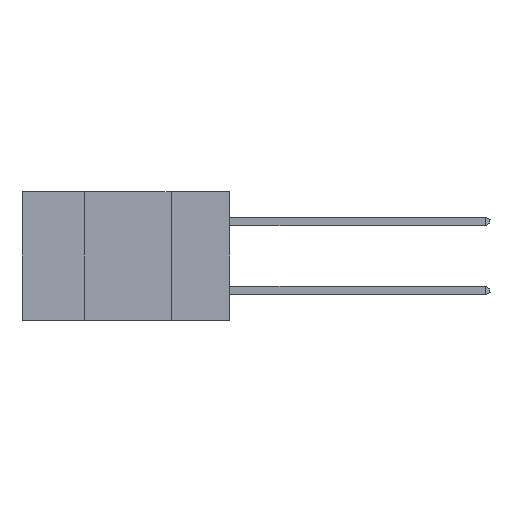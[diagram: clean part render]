
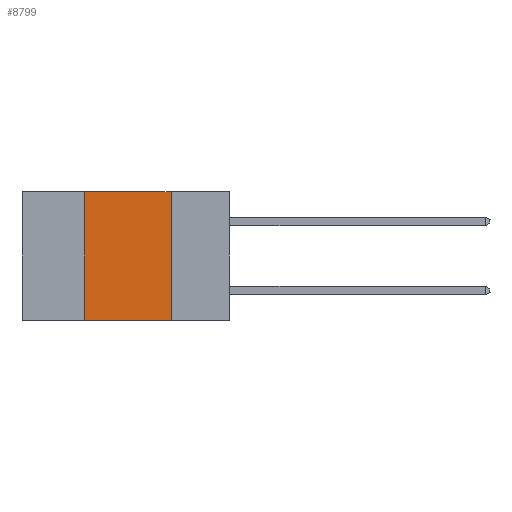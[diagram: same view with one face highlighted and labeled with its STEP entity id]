
A CAD part, left-side view. The second image highlights one B-rep face of the part: STEP entity #8799.
In plain terms, the highlighted planar face has unit normal (-1, 0, 0).
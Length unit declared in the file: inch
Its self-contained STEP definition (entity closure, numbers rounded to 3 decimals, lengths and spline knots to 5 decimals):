
#506 = DIRECTION ( 'NONE',  ( 0., -1., 0. ) ) ;
#1184 = EDGE_CURVE ( 'NONE', #7081, #8197, #2555, .T. ) ;
#1447 = CARTESIAN_POINT ( 'NONE',  ( 0., 0.42, -0.37 ) ) ;
#1754 = ORIENTED_EDGE ( 'NONE', *, *, #5365, .F. ) ;
#1919 = AXIS2_PLACEMENT_3D ( 'NONE', #8901, #7191, #6316 ) ;
#2022 = VERTEX_POINT ( 'NONE', #1447 ) ;
#2555 = LINE ( 'NONE', #4189, #8273 ) ;
#2619 = ORIENTED_EDGE ( 'NONE', *, *, #3977, .T. ) ;
#2772 = LINE ( 'NONE', #5418, #5202 ) ;
#3496 = LINE ( 'NONE', #6051, #11110 ) ;
#3789 = CARTESIAN_POINT ( 'NONE',  ( 0., 0.17, -0.37 ) ) ;
#3977 = EDGE_CURVE ( 'NONE', #2022, #8197, #2772, .T. ) ;
#4189 = CARTESIAN_POINT ( 'NONE',  ( 0., 0.17, 0. ) ) ;
#4543 = ORIENTED_EDGE ( 'NONE', *, *, #8029, .F. ) ;
#5202 = VECTOR ( 'NONE', #10496, 39.37008 ) ;
#5365 = EDGE_CURVE ( 'NONE', #7287, #7081, #10487, .T. ) ;
#5418 = CARTESIAN_POINT ( 'NONE',  ( 0., 0.6, -0.37 ) ) ;
#5796 = CARTESIAN_POINT ( 'NONE',  ( 0., 0.6, 0. ) ) ;
#6051 = CARTESIAN_POINT ( 'NONE',  ( 0., 0.42, 0. ) ) ;
#6110 = ORIENTED_EDGE ( 'NONE', *, *, #1184, .F. ) ;
#6316 = DIRECTION ( 'NONE',  ( 0., 0., -1. ) ) ;
#6887 = DIRECTION ( 'NONE',  ( 0., 0., 1. ) ) ;
#7081 = VERTEX_POINT ( 'NONE', #10795 ) ;
#7191 = DIRECTION ( 'NONE',  ( 1., 0., 0. ) ) ;
#7287 = VERTEX_POINT ( 'NONE', #10967 ) ;
#8029 = EDGE_CURVE ( 'NONE', #2022, #7287, #3496, .T. ) ;
#8105 = PLANE ( 'NONE',  #1919 ) ;
#8183 = EDGE_LOOP ( 'NONE', ( #6110, #1754, #4543, #2619 ) ) ;
#8185 = VECTOR ( 'NONE', #506, 39.37008 ) ;
#8197 = VERTEX_POINT ( 'NONE', #3789 ) ;
#8273 = VECTOR ( 'NONE', #8750, 39.37008 ) ;
#8750 = DIRECTION ( 'NONE',  ( 0., 0., -1. ) ) ;
#8799 = ADVANCED_FACE ( 'NONE', ( #8803 ), #8105, .F. ) ;
#8803 = FACE_OUTER_BOUND ( 'NONE', #8183, .T. ) ;
#8901 = CARTESIAN_POINT ( 'NONE',  ( 0., 0.6, 0. ) ) ;
#10487 = LINE ( 'NONE', #5796, #8185 ) ;
#10496 = DIRECTION ( 'NONE',  ( 0., -1., 0. ) ) ;
#10795 = CARTESIAN_POINT ( 'NONE',  ( 0., 0.17, 0. ) ) ;
#10967 = CARTESIAN_POINT ( 'NONE',  ( 0., 0.42, 0. ) ) ;
#11110 = VECTOR ( 'NONE', #6887, 39.37008 ) ;
